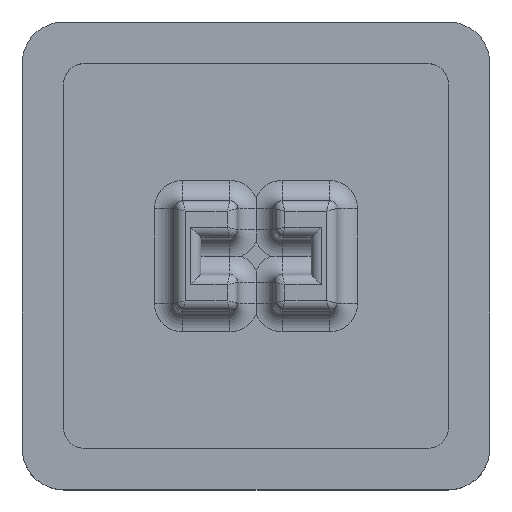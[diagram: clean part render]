
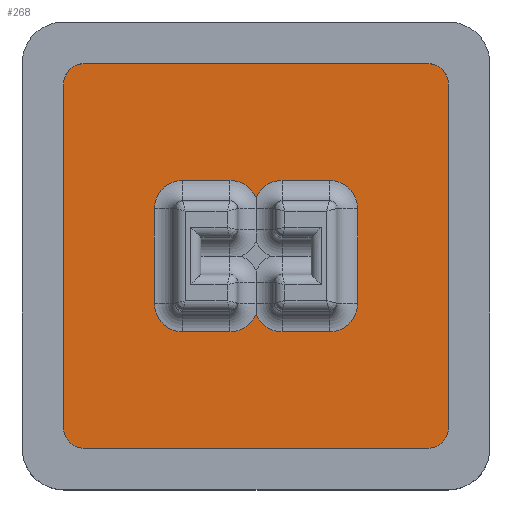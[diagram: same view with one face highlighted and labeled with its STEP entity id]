
A CAD part, top view. The second image highlights one B-rep face of the part: STEP entity #268.
In plain terms, the highlighted planar face has unit normal (0, 0, 1).
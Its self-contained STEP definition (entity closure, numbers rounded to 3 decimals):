
#71=CARTESIAN_POINT('',(0.,0.,0.8));
#72=DIRECTION('',(0.,0.,1.));
#73=DIRECTION('',(1.,0.,0.));
#74=AXIS2_PLACEMENT_3D('',#71,#72,#73);
#75=PLANE('',#74);
#76=CARTESIAN_POINT('',(0.,-2.261,0.8));
#77=VERTEX_POINT('',#76);
#78=CARTESIAN_POINT('',(-1.01,-2.925,0.8));
#79=VERTEX_POINT('',#78);
#80=CARTESIAN_POINT('',(-1.01,-1.825,0.8));
#81=DIRECTION('',(-0.,-0.,-1.));
#82=DIRECTION('',(1.,0.,-0.));
#83=AXIS2_PLACEMENT_3D('',#80,#81,#82);
#84=CIRCLE('',#83,1.1);
#85=EDGE_CURVE('',#77,#79,#84,.T.);
#86=ORIENTED_EDGE('',*,*,#85,.T.);
#87=CARTESIAN_POINT('',(-2.825,-2.925,0.8));
#88=VERTEX_POINT('',#87);
#89=CARTESIAN_POINT('',(-1.01,-2.925,0.8));
#90=DIRECTION('',(-1.,-0.,0.));
#91=VECTOR('',#90,1.815);
#92=LINE('',#89,#91);
#93=EDGE_CURVE('',#79,#88,#92,.T.);
#94=ORIENTED_EDGE('',*,*,#93,.T.);
#95=CARTESIAN_POINT('',(-3.925,-1.825,0.8));
#96=VERTEX_POINT('',#95);
#97=CARTESIAN_POINT('',(-2.825,-1.825,0.8));
#98=DIRECTION('',(-0.,-0.,-1.));
#99=DIRECTION('',(1.,0.,-0.));
#100=AXIS2_PLACEMENT_3D('',#97,#98,#99);
#101=CIRCLE('',#100,1.1);
#102=EDGE_CURVE('',#88,#96,#101,.T.);
#103=ORIENTED_EDGE('',*,*,#102,.T.);
#104=CARTESIAN_POINT('',(-3.925,1.825,0.8));
#105=VERTEX_POINT('',#104);
#106=CARTESIAN_POINT('',(-3.925,-1.825,0.8));
#107=DIRECTION('',(0.,1.,0.));
#108=VECTOR('',#107,3.65);
#109=LINE('',#106,#108);
#110=EDGE_CURVE('',#96,#105,#109,.T.);
#111=ORIENTED_EDGE('',*,*,#110,.T.);
#112=CARTESIAN_POINT('',(-2.825,2.925,0.8));
#113=VERTEX_POINT('',#112);
#114=CARTESIAN_POINT('',(-2.825,1.825,0.8));
#115=DIRECTION('',(-0.,-0.,-1.));
#116=DIRECTION('',(1.,0.,-0.));
#117=AXIS2_PLACEMENT_3D('',#114,#115,#116);
#118=CIRCLE('',#117,1.1);
#119=EDGE_CURVE('',#105,#113,#118,.T.);
#120=ORIENTED_EDGE('',*,*,#119,.T.);
#121=CARTESIAN_POINT('',(-1.01,2.925,0.8));
#122=VERTEX_POINT('',#121);
#123=CARTESIAN_POINT('',(-2.825,2.925,0.8));
#124=DIRECTION('',(1.,-0.,-0.));
#125=VECTOR('',#124,1.815);
#126=LINE('',#123,#125);
#127=EDGE_CURVE('',#113,#122,#126,.T.);
#128=ORIENTED_EDGE('',*,*,#127,.T.);
#129=CARTESIAN_POINT('',(0.,2.261,0.8));
#130=VERTEX_POINT('',#129);
#131=CARTESIAN_POINT('',(-1.01,1.825,0.8));
#132=DIRECTION('',(-0.,-0.,-1.));
#133=DIRECTION('',(1.,0.,-0.));
#134=AXIS2_PLACEMENT_3D('',#131,#132,#133);
#135=CIRCLE('',#134,1.1);
#136=EDGE_CURVE('',#122,#130,#135,.T.);
#137=ORIENTED_EDGE('',*,*,#136,.T.);
#138=CARTESIAN_POINT('',(1.01,2.925,0.8));
#139=VERTEX_POINT('',#138);
#140=CARTESIAN_POINT('',(1.01,1.825,0.8));
#141=DIRECTION('',(-0.,-0.,-1.));
#142=DIRECTION('',(1.,0.,-0.));
#143=AXIS2_PLACEMENT_3D('',#140,#141,#142);
#144=CIRCLE('',#143,1.1);
#145=EDGE_CURVE('',#130,#139,#144,.T.);
#146=ORIENTED_EDGE('',*,*,#145,.T.);
#147=CARTESIAN_POINT('',(2.825,2.925,0.8));
#148=VERTEX_POINT('',#147);
#149=CARTESIAN_POINT('',(1.01,2.925,0.8));
#150=DIRECTION('',(1.,0.,-0.));
#151=VECTOR('',#150,1.815);
#152=LINE('',#149,#151);
#153=EDGE_CURVE('',#139,#148,#152,.T.);
#154=ORIENTED_EDGE('',*,*,#153,.T.);
#155=CARTESIAN_POINT('',(3.925,1.825,0.8));
#156=VERTEX_POINT('',#155);
#157=CARTESIAN_POINT('',(2.825,1.825,0.8));
#158=DIRECTION('',(-0.,-0.,-1.));
#159=DIRECTION('',(1.,0.,-0.));
#160=AXIS2_PLACEMENT_3D('',#157,#158,#159);
#161=CIRCLE('',#160,1.1);
#162=EDGE_CURVE('',#148,#156,#161,.T.);
#163=ORIENTED_EDGE('',*,*,#162,.T.);
#164=CARTESIAN_POINT('',(3.925,-1.825,0.8));
#165=VERTEX_POINT('',#164);
#166=CARTESIAN_POINT('',(3.925,1.825,0.8));
#167=DIRECTION('',(-0.,-1.,-0.));
#168=VECTOR('',#167,3.65);
#169=LINE('',#166,#168);
#170=EDGE_CURVE('',#156,#165,#169,.T.);
#171=ORIENTED_EDGE('',*,*,#170,.T.);
#172=CARTESIAN_POINT('',(2.825,-2.925,0.8));
#173=VERTEX_POINT('',#172);
#174=CARTESIAN_POINT('',(2.825,-1.825,0.8));
#175=DIRECTION('',(-0.,-0.,-1.));
#176=DIRECTION('',(1.,0.,-0.));
#177=AXIS2_PLACEMENT_3D('',#174,#175,#176);
#178=CIRCLE('',#177,1.1);
#179=EDGE_CURVE('',#165,#173,#178,.T.);
#180=ORIENTED_EDGE('',*,*,#179,.T.);
#181=CARTESIAN_POINT('',(1.01,-2.925,0.8));
#182=VERTEX_POINT('',#181);
#183=CARTESIAN_POINT('',(2.825,-2.925,0.8));
#184=DIRECTION('',(-1.,0.,0.));
#185=VECTOR('',#184,1.815);
#186=LINE('',#183,#185);
#187=EDGE_CURVE('',#173,#182,#186,.T.);
#188=ORIENTED_EDGE('',*,*,#187,.T.);
#189=CARTESIAN_POINT('',(1.01,-1.825,0.8));
#190=DIRECTION('',(-0.,-0.,-1.));
#191=DIRECTION('',(1.,0.,-0.));
#192=AXIS2_PLACEMENT_3D('',#189,#190,#191);
#193=CIRCLE('',#192,1.1);
#194=EDGE_CURVE('',#182,#77,#193,.T.);
#195=ORIENTED_EDGE('',*,*,#194,.T.);
#196=EDGE_LOOP('',(#86,#94,#103,#111,#120,#128,#137,#146,#154,#163,#171,#180,#188,#195));
#197=FACE_BOUND('',#196,.T.);
#198=CARTESIAN_POINT('',(6.625,-7.425,0.8));
#199=VERTEX_POINT('',#198);
#200=CARTESIAN_POINT('',(7.425,-6.625,0.8));
#201=VERTEX_POINT('',#200);
#202=CARTESIAN_POINT('',(6.625,-6.625,0.8));
#203=DIRECTION('',(0.,0.,1.));
#204=DIRECTION('',(1.,0.,-0.));
#205=AXIS2_PLACEMENT_3D('',#202,#203,#204);
#206=CIRCLE('',#205,0.8);
#207=EDGE_CURVE('',#199,#201,#206,.T.);
#208=ORIENTED_EDGE('',*,*,#207,.T.);
#209=CARTESIAN_POINT('',(7.425,6.625,0.8));
#210=VERTEX_POINT('',#209);
#211=CARTESIAN_POINT('',(7.425,-6.625,0.8));
#212=DIRECTION('',(0.,1.,0.));
#213=VECTOR('',#212,13.25);
#214=LINE('',#211,#213);
#215=EDGE_CURVE('',#201,#210,#214,.T.);
#216=ORIENTED_EDGE('',*,*,#215,.T.);
#217=CARTESIAN_POINT('',(6.625,7.425,0.8));
#218=VERTEX_POINT('',#217);
#219=CARTESIAN_POINT('',(6.625,6.625,0.8));
#220=DIRECTION('',(0.,0.,1.));
#221=DIRECTION('',(1.,0.,-0.));
#222=AXIS2_PLACEMENT_3D('',#219,#220,#221);
#223=CIRCLE('',#222,0.8);
#224=EDGE_CURVE('',#210,#218,#223,.T.);
#225=ORIENTED_EDGE('',*,*,#224,.T.);
#226=CARTESIAN_POINT('',(-6.625,7.425,0.8));
#227=VERTEX_POINT('',#226);
#228=CARTESIAN_POINT('',(6.625,7.425,0.8));
#229=DIRECTION('',(-1.,0.,0.));
#230=VECTOR('',#229,13.25);
#231=LINE('',#228,#230);
#232=EDGE_CURVE('',#218,#227,#231,.T.);
#233=ORIENTED_EDGE('',*,*,#232,.T.);
#234=CARTESIAN_POINT('',(-7.425,6.625,0.8));
#235=VERTEX_POINT('',#234);
#236=CARTESIAN_POINT('',(-6.625,6.625,0.8));
#237=DIRECTION('',(0.,0.,1.));
#238=DIRECTION('',(1.,0.,-0.));
#239=AXIS2_PLACEMENT_3D('',#236,#237,#238);
#240=CIRCLE('',#239,0.8);
#241=EDGE_CURVE('',#227,#235,#240,.T.);
#242=ORIENTED_EDGE('',*,*,#241,.T.);
#243=CARTESIAN_POINT('',(-7.425,-6.625,0.8));
#244=VERTEX_POINT('',#243);
#245=CARTESIAN_POINT('',(-7.425,-6.625,0.8));
#246=DIRECTION('',(0.,1.,0.));
#247=VECTOR('',#246,13.25);
#248=LINE('',#245,#247);
#249=EDGE_CURVE('',#244,#235,#248,.T.);
#250=ORIENTED_EDGE('',*,*,#249,.F.);
#251=CARTESIAN_POINT('',(-6.625,-7.425,0.8));
#252=VERTEX_POINT('',#251);
#253=CARTESIAN_POINT('',(-6.625,-6.625,0.8));
#254=DIRECTION('',(0.,0.,1.));
#255=DIRECTION('',(1.,0.,-0.));
#256=AXIS2_PLACEMENT_3D('',#253,#254,#255);
#257=CIRCLE('',#256,0.8);
#258=EDGE_CURVE('',#244,#252,#257,.T.);
#259=ORIENTED_EDGE('',*,*,#258,.T.);
#260=CARTESIAN_POINT('',(6.625,-7.425,0.8));
#261=DIRECTION('',(-1.,0.,0.));
#262=VECTOR('',#261,13.25);
#263=LINE('',#260,#262);
#264=EDGE_CURVE('',#199,#252,#263,.T.);
#265=ORIENTED_EDGE('',*,*,#264,.F.);
#266=EDGE_LOOP('',(#208,#216,#225,#233,#242,#250,#259,#265));
#267=FACE_BOUND('',#266,.T.);
#268=ADVANCED_FACE('',(#197,#267),#75,.T.);
